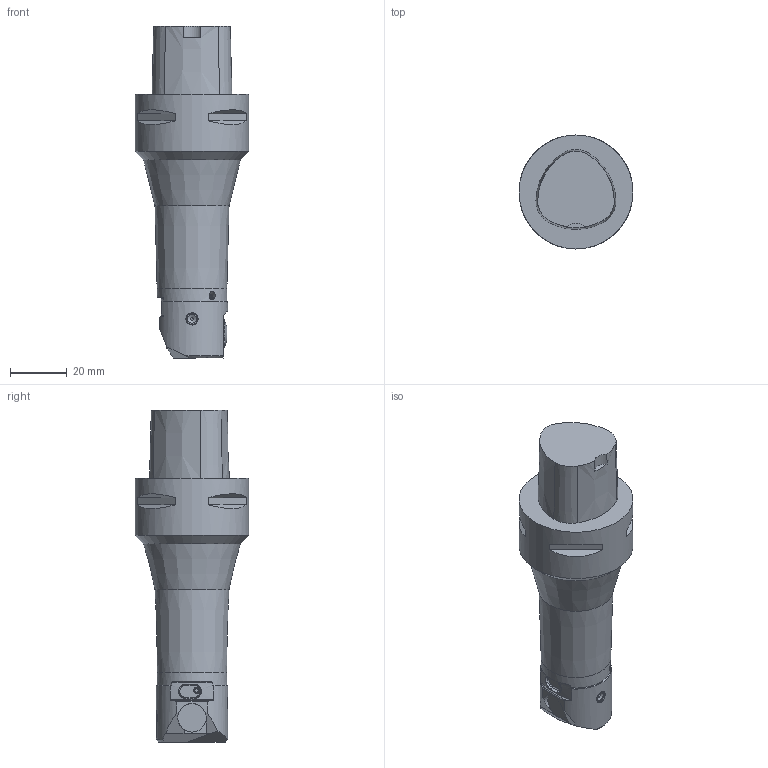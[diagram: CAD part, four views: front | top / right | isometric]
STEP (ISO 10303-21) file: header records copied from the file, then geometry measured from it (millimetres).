
FILE_DESCRIPTION(/* description */ (''),/* implementation_level */ '2;1');
FILE_NAME(/* name */ '1694594366241.stp',/* time_stamp */ '2023-09-13T10:39:31+02:00',/* author */ (''),/* organization */ ('SMS'),/* preprocessor_version */ 'ST-DEVELOPER v16.7',/* originating_system */ 'SIEMENS PLM Software NX 12.0',/* authorisation */ '');
FILE_SCHEMA (('AUTOMOTIVE_DESIGN { 1 0 10303 214 3 1 1 1 }'));
Length unit declared in the file: millimetre
Products named in the file (1): 111165975mod000_02
Bounding box: 40 x 40 x 116.5 mm (x, y, z)
Volume: 78598.4 mm3; surface area: 14061.1 mm2
Topology: 2 solids, 3 shells, 359 faces, 976 edges, 647 vertices
Faces by surface type: plane 295, cone 29, cylinder 28, torus 4, sphere 3
Full cylindrical faces by diameter (mm): 1 x1, 1.3 x1, 1.6 x2, 2 x1, 2.2 x2, 2.6 x2, 3 x1, 4 x1, 4.015 x1, 4.25 x1, 5 x1, 5.19 x1, 10 x2, 11.79 x1, 11.9 x1, 24.47 x1, 40 x1
Entity records: 11562 total; most frequent: CARTESIAN_POINT 2866, ORIENTED_EDGE 1836, DIRECTION 1682, EDGE_CURVE 918, VERTEX_POINT 623, AXIS2_PLACEMENT_3D 588, LINE 506, VECTOR 506
